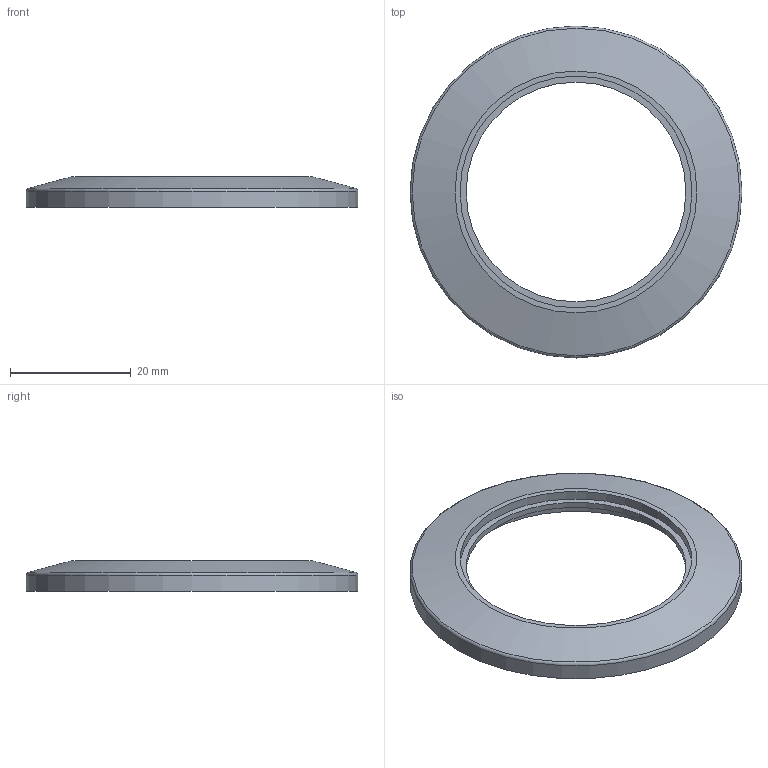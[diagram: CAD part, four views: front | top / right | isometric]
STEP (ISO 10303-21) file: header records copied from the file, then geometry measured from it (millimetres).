
FILE_DESCRIPTION(('FreeCAD Model'),'2;1');
FILE_NAME('FW-KF40.step','2016-02-23T13:06:31',('Author'),( ''),'Open CASCADE STEP processor 6.8','FreeCAD','Unknown');
FILE_SCHEMA(('AUTOMOTIVE_DESIGN_CC2 { 1 2 10303 214 -1 1 5 4 }'));
Length unit declared in the file: millimetre
Products named in the file (1): FW-KF40
Bounding box: 55 x 55 x 5 mm (x, y, z)
Volume: 4590.6 mm3; surface area: 3827.4 mm2
Topology: 1 solids, 1 shells, 10 faces, 16 edges, 10 vertices
Faces by surface type: cylinder 4, plane 4, torus 1, cone 1
Full cylindrical faces by diameter (mm): 36.4 x1, 38.4 x1, 41.2 x1, 55 x1
Entity records: 741 total; most frequent: CARTESIAN_POINT 391, DIRECTION 58, ORIENTED_EDGE 32, PCURVE 32, DEFINITIONAL_REPRESENTATION 32, AXIS2_PLACEMENT_3D 21, B_SPLINE_CURVE_WITH_KNOTS 18, EDGE_CURVE 16
